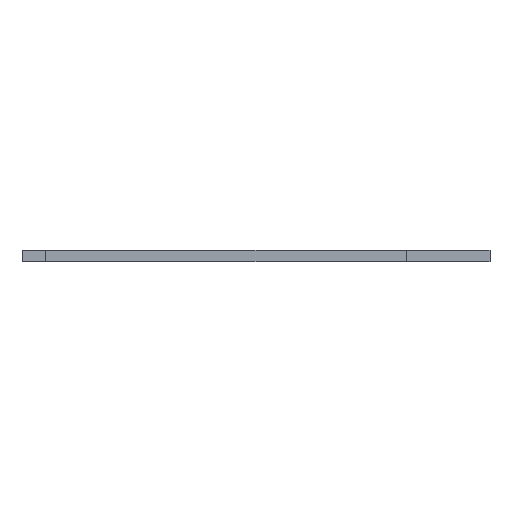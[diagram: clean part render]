
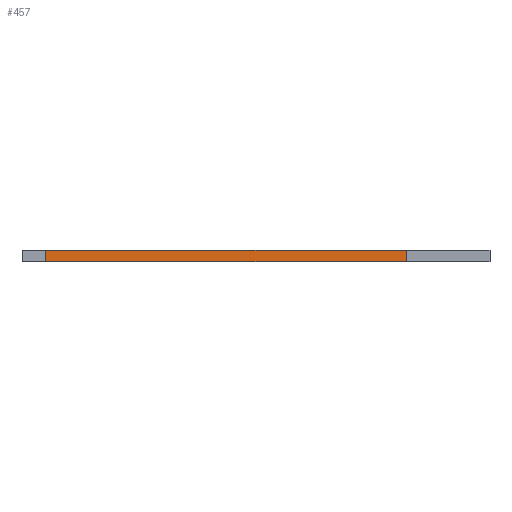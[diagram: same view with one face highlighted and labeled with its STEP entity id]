
A CAD part, left-side view. The second image highlights one B-rep face of the part: STEP entity #457.
In plain terms, the highlighted planar face has unit normal (-1, 0, 0).
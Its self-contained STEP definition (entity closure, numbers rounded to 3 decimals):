
#401 = VERTEX_POINT('',#402);
#402 = CARTESIAN_POINT('',(111.76,-149.352,-1.6));
#408 = EDGE_CURVE('',#409,#401,#411,.T.);
#409 = VERTEX_POINT('',#410);
#410 = CARTESIAN_POINT('',(111.76,-149.352,0.));
#411 = LINE('',#412,#413);
#412 = CARTESIAN_POINT('',(111.76,-149.352,0.));
#413 = VECTOR('',#414,1.);
#414 = DIRECTION('',(0.,0.,-1.));
#457 = ADVANCED_FACE('',(#458),#483,.F.);
#458 = FACE_BOUND('',#459,.F.);
#459 = EDGE_LOOP('',(#460,#461,#469,#477));
#460 = ORIENTED_EDGE('',*,*,#408,.T.);
#461 = ORIENTED_EDGE('',*,*,#462,.T.);
#462 = EDGE_CURVE('',#401,#463,#465,.T.);
#463 = VERTEX_POINT('',#464);
#464 = CARTESIAN_POINT('',(111.76,-99.06,-1.6));
#465 = LINE('',#466,#467);
#466 = CARTESIAN_POINT('',(111.76,-149.352,-1.6));
#467 = VECTOR('',#468,1.);
#468 = DIRECTION('',(0.,1.,0.));
#469 = ORIENTED_EDGE('',*,*,#470,.F.);
#470 = EDGE_CURVE('',#471,#463,#473,.T.);
#471 = VERTEX_POINT('',#472);
#472 = CARTESIAN_POINT('',(111.76,-99.06,0.));
#473 = LINE('',#474,#475);
#474 = CARTESIAN_POINT('',(111.76,-99.06,0.));
#475 = VECTOR('',#476,1.);
#476 = DIRECTION('',(0.,0.,-1.));
#477 = ORIENTED_EDGE('',*,*,#478,.F.);
#478 = EDGE_CURVE('',#409,#471,#479,.T.);
#479 = LINE('',#480,#481);
#480 = CARTESIAN_POINT('',(111.76,-149.352,0.));
#481 = VECTOR('',#482,1.);
#482 = DIRECTION('',(0.,1.,0.));
#483 = PLANE('',#484);
#484 = AXIS2_PLACEMENT_3D('',#485,#486,#487);
#485 = CARTESIAN_POINT('',(111.76,-149.352,0.));
#486 = DIRECTION('',(1.,-0.,0.));
#487 = DIRECTION('',(0.,1.,0.));
